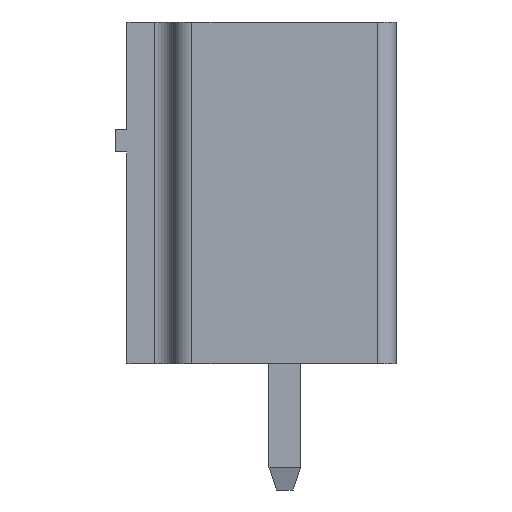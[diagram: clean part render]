
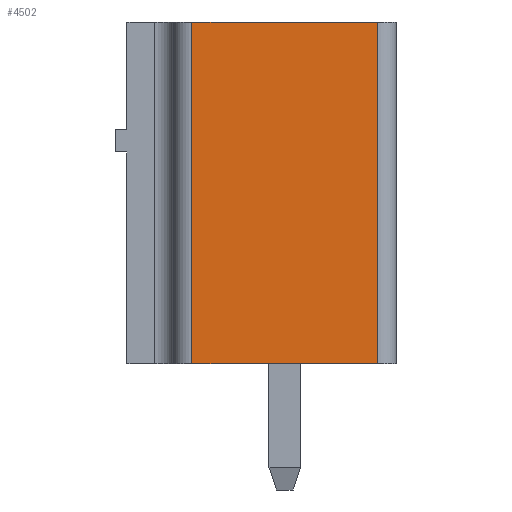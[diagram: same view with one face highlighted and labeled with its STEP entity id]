
A CAD part, left-side view. The second image highlights one B-rep face of the part: STEP entity #4502.
In plain terms, the highlighted planar face has unit normal (-1, 0, 0).
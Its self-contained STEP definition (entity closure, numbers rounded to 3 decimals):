
#44 = PLANE('',#45);
#45 = AXIS2_PLACEMENT_3D('',#46,#47,#48);
#46 = CARTESIAN_POINT('',(-7.1,-3.,0.));
#47 = DIRECTION('',(0.,0.,-1.));
#48 = DIRECTION('',(-1.,0.,0.));
#72 = CYLINDRICAL_SURFACE('',#73,0.5);
#73 = AXIS2_PLACEMENT_3D('',#74,#75,#76);
#74 = CARTESIAN_POINT('',(-6.6,-2.5,0.));
#75 = DIRECTION('',(0.,0.,1.));
#76 = DIRECTION('',(0.,-1.,0.));
#100 = PLANE('',#101);
#101 = AXIS2_PLACEMENT_3D('',#102,#103,#104);
#102 = CARTESIAN_POINT('',(-7.1,-3.,9.2));
#103 = DIRECTION('',(0.,0.,-1.));
#104 = DIRECTION('',(-1.,0.,0.));
#143 = VERTEX_POINT('',#144);
#144 = CARTESIAN_POINT('',(-7.1,-2.5,0.));
#166 = EDGE_CURVE('',#167,#143,#169,.T.);
#167 = VERTEX_POINT('',#168);
#168 = CARTESIAN_POINT('',(-7.1,2.5,0.));
#169 = SURFACE_CURVE('',#170,(#174,#181),.PCURVE_S1.);
#170 = LINE('',#171,#172);
#171 = CARTESIAN_POINT('',(-7.1,3.,0.));
#172 = VECTOR('',#173,1.);
#173 = DIRECTION('',(0.,-1.,0.));
#174 = PCURVE('',#44,#175);
#175 = DEFINITIONAL_REPRESENTATION('',(#176),#180);
#176 = LINE('',#177,#178);
#177 = CARTESIAN_POINT('',(0.,6.));
#178 = VECTOR('',#179,1.);
#179 = DIRECTION('',(0.,-1.));
#180 = ( GEOMETRIC_REPRESENTATION_CONTEXT(2)
PARAMETRIC_REPRESENTATION_CONTEXT() REPRESENTATION_CONTEXT('2D SPACE',''
) );
#181 = PCURVE('',#182,#187);
#182 = PLANE('',#183);
#183 = AXIS2_PLACEMENT_3D('',#184,#185,#186);
#184 = CARTESIAN_POINT('',(-7.1,3.,0.));
#185 = DIRECTION('',(1.,0.,0.));
#186 = DIRECTION('',(0.,-1.,0.));
#187 = DEFINITIONAL_REPRESENTATION('',(#188),#192);
#188 = LINE('',#189,#190);
#189 = CARTESIAN_POINT('',(0.,0.));
#190 = VECTOR('',#191,1.);
#191 = DIRECTION('',(1.,0.));
#192 = ( GEOMETRIC_REPRESENTATION_CONTEXT(2)
PARAMETRIC_REPRESENTATION_CONTEXT() REPRESENTATION_CONTEXT('2D SPACE',''
) );
#215 = CYLINDRICAL_SURFACE('',#216,0.5);
#216 = AXIS2_PLACEMENT_3D('',#217,#218,#219);
#217 = CARTESIAN_POINT('',(-6.6,2.5,0.));
#218 = DIRECTION('',(0.,0.,1.));
#219 = DIRECTION('',(0.,1.,0.));
#1258 = EDGE_CURVE('',#143,#1259,#1261,.T.);
#1259 = VERTEX_POINT('',#1260);
#1260 = CARTESIAN_POINT('',(-7.1,-2.5,9.2));
#1261 = SURFACE_CURVE('',#1262,(#1266,#1273),.PCURVE_S1.);
#1262 = LINE('',#1263,#1264);
#1263 = CARTESIAN_POINT('',(-7.1,-2.5,0.));
#1264 = VECTOR('',#1265,1.);
#1265 = DIRECTION('',(0.,0.,1.));
#1266 = PCURVE('',#72,#1267);
#1267 = DEFINITIONAL_REPRESENTATION('',(#1268),#1272);
#1268 = LINE('',#1269,#1270);
#1269 = CARTESIAN_POINT('',(-1.571,0.));
#1270 = VECTOR('',#1271,1.);
#1271 = DIRECTION('',(0.,1.));
#1272 = ( GEOMETRIC_REPRESENTATION_CONTEXT(2)
PARAMETRIC_REPRESENTATION_CONTEXT() REPRESENTATION_CONTEXT('2D SPACE',''
) );
#1273 = PCURVE('',#182,#1274);
#1274 = DEFINITIONAL_REPRESENTATION('',(#1275),#1279);
#1275 = LINE('',#1276,#1277);
#1276 = CARTESIAN_POINT('',(5.5,0.));
#1277 = VECTOR('',#1278,1.);
#1278 = DIRECTION('',(0.,-1.));
#1279 = ( GEOMETRIC_REPRESENTATION_CONTEXT(2)
PARAMETRIC_REPRESENTATION_CONTEXT() REPRESENTATION_CONTEXT('2D SPACE',''
) );
#1363 = EDGE_CURVE('',#1364,#1259,#1366,.T.);
#1364 = VERTEX_POINT('',#1365);
#1365 = CARTESIAN_POINT('',(-7.1,2.5,9.2));
#1366 = SURFACE_CURVE('',#1367,(#1371,#1378),.PCURVE_S1.);
#1367 = LINE('',#1368,#1369);
#1368 = CARTESIAN_POINT('',(-7.1,3.,9.2));
#1369 = VECTOR('',#1370,1.);
#1370 = DIRECTION('',(0.,-1.,0.));
#1371 = PCURVE('',#100,#1372);
#1372 = DEFINITIONAL_REPRESENTATION('',(#1373),#1377);
#1373 = LINE('',#1374,#1375);
#1374 = CARTESIAN_POINT('',(0.,6.));
#1375 = VECTOR('',#1376,1.);
#1376 = DIRECTION('',(0.,-1.));
#1377 = ( GEOMETRIC_REPRESENTATION_CONTEXT(2)
PARAMETRIC_REPRESENTATION_CONTEXT() REPRESENTATION_CONTEXT('2D SPACE',''
) );
#1378 = PCURVE('',#182,#1379);
#1379 = DEFINITIONAL_REPRESENTATION('',(#1380),#1384);
#1380 = LINE('',#1381,#1382);
#1381 = CARTESIAN_POINT('',(0.,-9.2));
#1382 = VECTOR('',#1383,1.);
#1383 = DIRECTION('',(1.,0.));
#1384 = ( GEOMETRIC_REPRESENTATION_CONTEXT(2)
PARAMETRIC_REPRESENTATION_CONTEXT() REPRESENTATION_CONTEXT('2D SPACE',''
) );
#4502 = ADVANCED_FACE('',(#4503),#182,.F.);
#4503 = FACE_BOUND('',#4504,.F.);
#4504 = EDGE_LOOP('',(#4505,#4506,#4527,#4528));
#4505 = ORIENTED_EDGE('',*,*,#166,.F.);
#4506 = ORIENTED_EDGE('',*,*,#4507,.T.);
#4507 = EDGE_CURVE('',#167,#1364,#4508,.T.);
#4508 = SURFACE_CURVE('',#4509,(#4513,#4520),.PCURVE_S1.);
#4509 = LINE('',#4510,#4511);
#4510 = CARTESIAN_POINT('',(-7.1,2.5,0.));
#4511 = VECTOR('',#4512,1.);
#4512 = DIRECTION('',(0.,0.,1.));
#4513 = PCURVE('',#182,#4514);
#4514 = DEFINITIONAL_REPRESENTATION('',(#4515),#4519);
#4515 = LINE('',#4516,#4517);
#4516 = CARTESIAN_POINT('',(0.5,0.));
#4517 = VECTOR('',#4518,1.);
#4518 = DIRECTION('',(0.,-1.));
#4519 = ( GEOMETRIC_REPRESENTATION_CONTEXT(2)
PARAMETRIC_REPRESENTATION_CONTEXT() REPRESENTATION_CONTEXT('2D SPACE',''
) );
#4520 = PCURVE('',#215,#4521);
#4521 = DEFINITIONAL_REPRESENTATION('',(#4522),#4526);
#4522 = LINE('',#4523,#4524);
#4523 = CARTESIAN_POINT('',(1.571,0.));
#4524 = VECTOR('',#4525,1.);
#4525 = DIRECTION('',(0.,1.));
#4526 = ( GEOMETRIC_REPRESENTATION_CONTEXT(2)
PARAMETRIC_REPRESENTATION_CONTEXT() REPRESENTATION_CONTEXT('2D SPACE',''
) );
#4527 = ORIENTED_EDGE('',*,*,#1363,.T.);
#4528 = ORIENTED_EDGE('',*,*,#1258,.F.);
